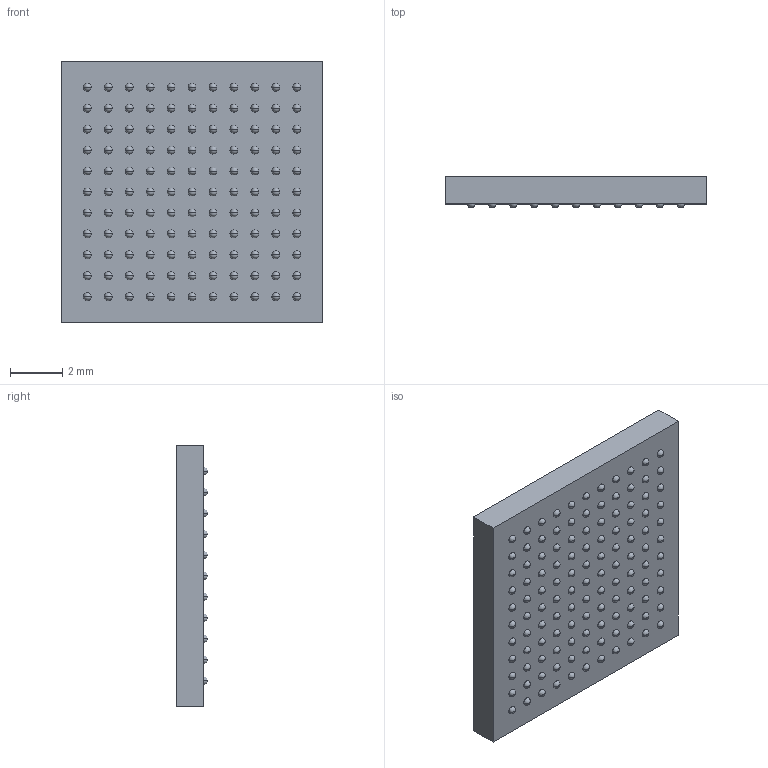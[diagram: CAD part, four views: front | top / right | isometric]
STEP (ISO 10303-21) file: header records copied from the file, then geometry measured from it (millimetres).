
FILE_DESCRIPTION (( 'STEP AP214' ), '1' );
FILE_NAME ('CYUSB3014-BZXI.STEP', '2020-06-22T21:52:26', ( '' ), ( '' ), 'SwSTEP 2.0', 'SolidWorks 2018', '' );
FILE_SCHEMA (( 'AUTOMOTIVE_DESIGN' ));
Length unit declared in the file: millimetre
Products named in the file (1): CYUSB3014-BZXI
Bounding box: 10 x 1.2 x 10 mm (x, y, z)
Volume: 105.9 mm3; surface area: 267.7 mm2
Topology: 122 solids, 122 shells, 369 faces, 980 edges, 613 vertices
Faces by surface type: sphere 242, plane 127
Entity records: 9265 total; most frequent: DIRECTION 1720, CARTESIAN_POINT 1237, ORIENTED_EDGE 992, AXIS2_PLACEMENT_3D 854, EDGE_CURVE 496, CIRCLE 484, VERTEX_POINT 371, ADVANCED_FACE 369
